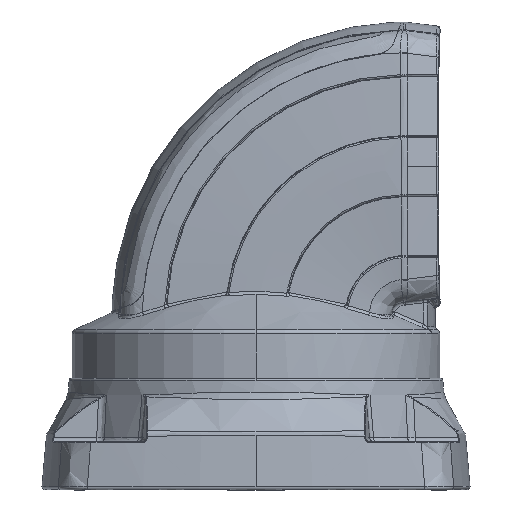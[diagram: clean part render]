
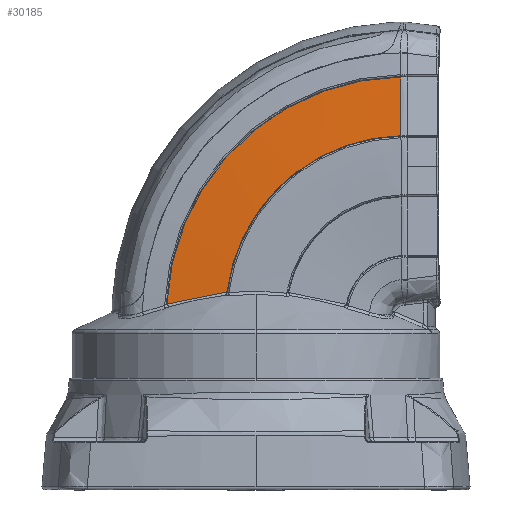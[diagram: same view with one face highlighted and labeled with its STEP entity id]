
A CAD part, left-side view. The second image highlights one B-rep face of the part: STEP entity #30185.
In plain terms, the highlighted toroidal (fillet/blend) face has major radius 67.882 mm and minor radius 403.824 mm.
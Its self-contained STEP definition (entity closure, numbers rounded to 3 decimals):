
#1005 = AXIS2_PLACEMENT_3D ( 'NONE', #7516, #70462, #79470 ) ;
#1543 = VERTEX_POINT ( 'NONE', #61368 ) ;
#3290 = DIRECTION ( 'NONE',  ( 0., 1., 0. ) ) ;
#3522 = ORIENTED_EDGE ( 'NONE', *, *, #63733, .F. ) ;
#7516 = CARTESIAN_POINT ( 'NONE',  ( -92.604, -48.225, 253.57 ) ) ;
#7684 = CIRCLE ( 'NONE', #57112, 108.719 ) ;
#8398 = B_SPLINE_CURVE_WITH_KNOTS ( 'NONE', 3,
 ( #26831, #90769, #35243, #91112 ),
 .UNSPECIFIED., .F., .F.,
 ( 4, 4 ),
 ( 0., 0.027 ),
 .UNSPECIFIED. ) ;
#9421 = EDGE_CURVE ( 'NONE', #1543, #33192, #44356, .T. ) ;
#10988 = DIRECTION ( 'NONE',  ( -1., 0., 0. ) ) ;
#11850 = CARTESIAN_POINT ( 'NONE',  ( -90.775, 60.341, 259.335 ) ) ;
#11933 = VERTEX_POINT ( 'NONE', #71226 ) ;
#13881 = ORIENTED_EDGE ( 'NONE', *, *, #9421, .F. ) ;
#14050 = CIRCLE ( 'NONE', #1005, 81.849 ) ;
#22987 = CARTESIAN_POINT ( 'NONE',  ( -90.798, 60.153, 258.479 ) ) ;
#23852 = CARTESIAN_POINT ( 'NONE',  ( -90.775, -48.225, 253.57 ) ) ;
#26831 = CARTESIAN_POINT ( 'NONE',  ( -90.775, -46.628, 362.278 ) ) ;
#26838 = CARTESIAN_POINT ( 'NONE',  ( -92.603, 32.963, 264.039 ) ) ;
#27037 = CARTESIAN_POINT ( 'NONE',  ( 310.978, -48.225, 253.57 ) ) ;
#28600 = EDGE_CURVE ( 'NONE', #58382, #33254, #14050, .T. ) ;
#30185 = ADVANCED_FACE ( 'NONE', ( #57672 ), #53826, .T. ) ;
#32062 = CARTESIAN_POINT ( 'NONE',  ( -90.775, 60.349, 259.186 ) ) ;
#33192 = VERTEX_POINT ( 'NONE', #11850 ) ;
#33254 = VERTEX_POINT ( 'NONE', #66399 ) ;
#33766 = CARTESIAN_POINT ( 'NONE',  ( -92.603, 32.982, 263.978 ) ) ;
#34929 = ORIENTED_EDGE ( 'NONE', *, *, #28600, .F. ) ;
#35243 = CARTESIAN_POINT ( 'NONE',  ( -92.293, -46.631, 344.38 ) ) ;
#39373 = EDGE_CURVE ( 'NONE', #97535, #1543, #84019, .T. ) ;
#39565 = CARTESIAN_POINT ( 'NONE',  ( -91.614, 51.218, 260.82 ) ) ;
#39912 = DIRECTION ( 'NONE',  ( 1., 0., 0. ) ) ;
#40429 = CARTESIAN_POINT ( 'NONE',  ( -90.777, 60.338, 259.037 ) ) ;
#41014 = ORIENTED_EDGE ( 'NONE', *, *, #80993, .F. ) ;
#41038 = EDGE_LOOP ( 'NONE', ( #65845, #3522, #34929, #41014, #48542, #13881 ) ) ;
#44356 = B_SPLINE_CURVE_WITH_KNOTS ( 'NONE', 3,
 ( #22987, #62844, #55499, #40429, #32062, #95601 ),
 .UNSPECIFIED., .F., .F.,
 ( 4, 2, 4 ),
 ( 0., 0., 0.001 ),
 .UNSPECIFIED. ) ;
#48542 = ORIENTED_EDGE ( 'NONE', *, *, #101610, .F. ) ;
#50609 = CARTESIAN_POINT ( 'NONE',  ( -92.603, 32.982, 263.978 ) ) ;
#53826 = TOROIDAL_SURFACE ( 'NONE', #86072, 67.882, 403.824 ) ;
#55323 = CARTESIAN_POINT ( 'NONE',  ( -90.798, 60.153, 258.479 ) ) ;
#55499 = CARTESIAN_POINT ( 'NONE',  ( -90.785, 60.276, 258.747 ) ) ;
#56009 = CARTESIAN_POINT ( 'NONE',  ( -92.217, 42.155, 262.701 ) ) ;
#56348 = CARTESIAN_POINT ( 'NONE',  ( -92.447, 37.59, 263.463 ) ) ;
#57112 = AXIS2_PLACEMENT_3D ( 'NONE', #23852, #39912, #88438 ) ;
#57672 = FACE_OUTER_BOUND ( 'NONE', #41038, .T. ) ;
#58382 = VERTEX_POINT ( 'NONE', #89973 ) ;
#58696 = CARTESIAN_POINT ( 'NONE',  ( -92.604, 32.936, 264.164 ) ) ;
#61368 = CARTESIAN_POINT ( 'NONE',  ( -90.798, 60.153, 258.479 ) ) ;
#62844 = CARTESIAN_POINT ( 'NONE',  ( -90.79, 60.226, 258.609 ) ) ;
#63733 = EDGE_CURVE ( 'NONE', #33254, #97535, #73622, .T. ) ;
#64387 = CARTESIAN_POINT ( 'NONE',  ( -91.242, 55.703, 259.706 ) ) ;
#65845 = ORIENTED_EDGE ( 'NONE', *, *, #39373, .F. ) ;
#66399 = CARTESIAN_POINT ( 'NONE',  ( -92.604, 32.936, 264.164 ) ) ;
#70462 = DIRECTION ( 'NONE',  ( -1., 0., 0. ) ) ;
#71226 = CARTESIAN_POINT ( 'NONE',  ( -90.775, -46.628, 362.278 ) ) ;
#73622 = B_SPLINE_CURVE_WITH_KNOTS ( 'NONE', 3,
 ( #58696, #82747, #26838, #50609 ),
 .UNSPECIFIED., .F., .F.,
 ( 4, 4 ),
 ( 0., 0. ),
 .UNSPECIFIED. ) ;
#79470 = DIRECTION ( 'NONE',  ( 0., -1., 0. ) ) ;
#80993 = EDGE_CURVE ( 'NONE', #11933, #58382, #8398, .T. ) ;
#82747 = CARTESIAN_POINT ( 'NONE',  ( -92.603, 32.948, 264.101 ) ) ;
#84019 = B_SPLINE_CURVE_WITH_KNOTS ( 'NONE', 3,
 ( #91268, #56348, #56009, #39565, #64387, #55323 ),
 .UNSPECIFIED., .F., .F.,
 ( 4, 2, 4 ),
 ( 0., 0.014, 0.028 ),
 .UNSPECIFIED. ) ;
#86072 = AXIS2_PLACEMENT_3D ( 'NONE', #27037, #10988, #3290 ) ;
#88438 = DIRECTION ( 'NONE',  ( 0., -1., 0. ) ) ;
#89973 = CARTESIAN_POINT ( 'NONE',  ( -92.604, -46.633, 335.404 ) ) ;
#90769 = CARTESIAN_POINT ( 'NONE',  ( -91.683, -46.629, 353.343 ) ) ;
#91112 = CARTESIAN_POINT ( 'NONE',  ( -92.604, -46.633, 335.404 ) ) ;
#91268 = CARTESIAN_POINT ( 'NONE',  ( -92.603, 32.982, 263.978 ) ) ;
#95601 = CARTESIAN_POINT ( 'NONE',  ( -90.775, 60.341, 259.335 ) ) ;
#97535 = VERTEX_POINT ( 'NONE', #33766 ) ;
#101610 = EDGE_CURVE ( 'NONE', #33192, #11933, #7684, .T. ) ;
